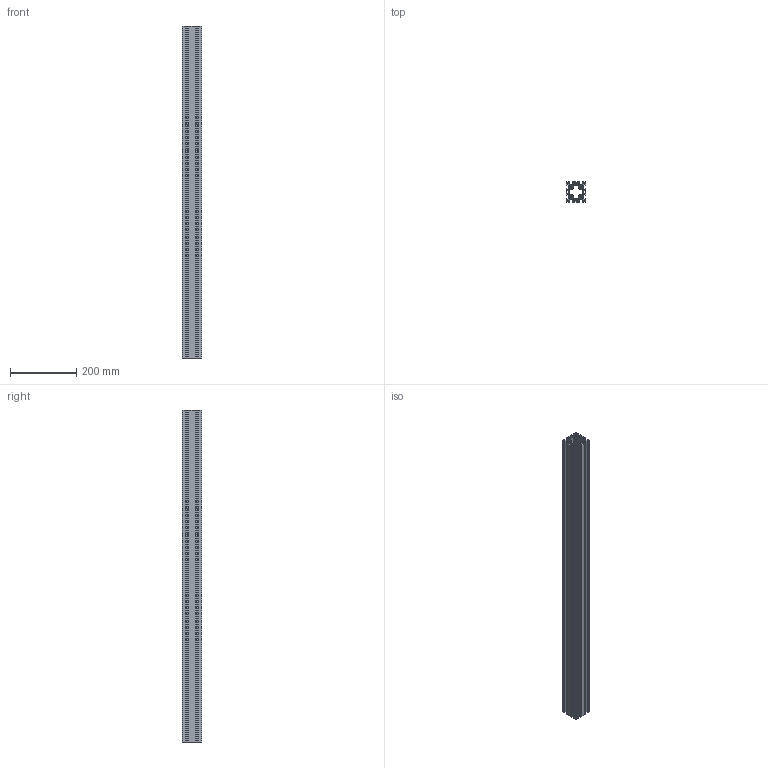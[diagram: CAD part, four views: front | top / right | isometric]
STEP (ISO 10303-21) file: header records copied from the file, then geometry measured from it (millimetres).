
FILE_DESCRIPTION (( 'STEP AP203' ), '1' );
FILE_NAME ('60 X 60 SÝGMA PRF-2014.STEP', '2013-12-09T09:13:54', ( 'Kadir' ), ( '' ), 'SwSTEP 2.0', 'SolidWorks 2013', '' );
FILE_SCHEMA (( 'CONFIG_CONTROL_DESIGN' ));
Length unit declared in the file: millimetre
Products named in the file (1): 60 X 60 SÝGMA PRF-2014
Bounding box: 60 x 60 x 1000 mm (x, y, z)
Volume: 1105962.3 mm3; surface area: 967991.9 mm2
Topology: 1 solids, 1 shells, 604 faces, 1806 edges, 1204 vertices
Faces by surface type: plane 330, cylinder 274
Entity records: 20567 total; most frequent: CARTESIAN_POINT 3615, ORIENTED_EDGE 3612, DIRECTION 3564, EDGE_CURVE 1806, LINE 1258, VECTOR 1258, VERTEX_POINT 1204, AXIS2_PLACEMENT_3D 1153
